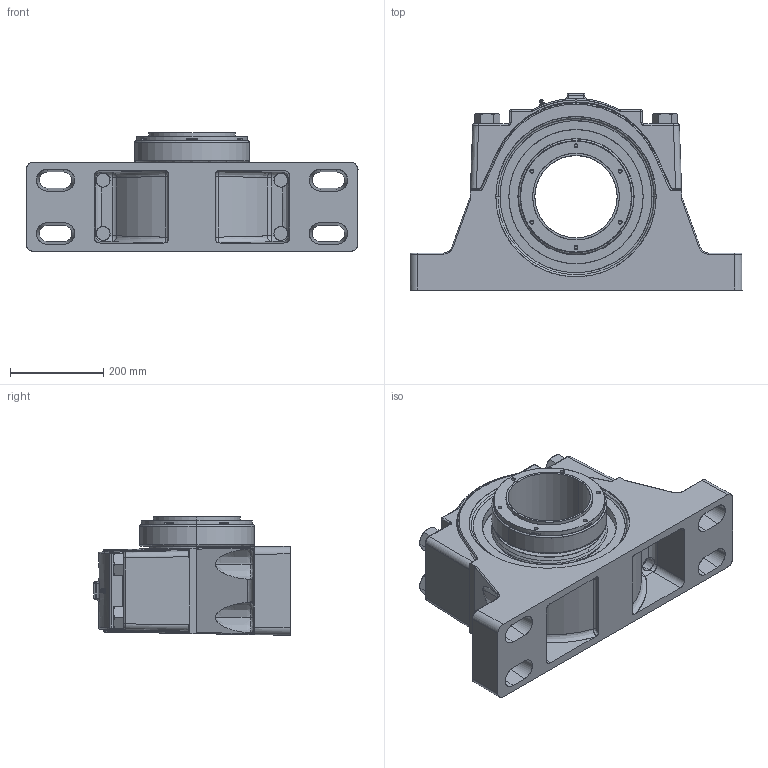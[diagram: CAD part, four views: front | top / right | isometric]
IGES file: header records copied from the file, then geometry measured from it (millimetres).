
Start section: SolidWorks IGES file using analytic representation for surfaces
Global section: file name: USDEFAU02251455414960.igs; native system: SolidWorks 2013; preprocessor: SolidWorks 2013; author: partstream; date: 130225.145554; units: inch
Bounding box: 711.2 x 420.62 x 254 mm (x, y, z)
Surface area: 1770046.3 mm2 (no closed solid volume)
Topology: 0 solids, 0 shells, 921 faces, 16656 edges, 16638 vertices
Faces by surface type: bspline 522, revolution 399
